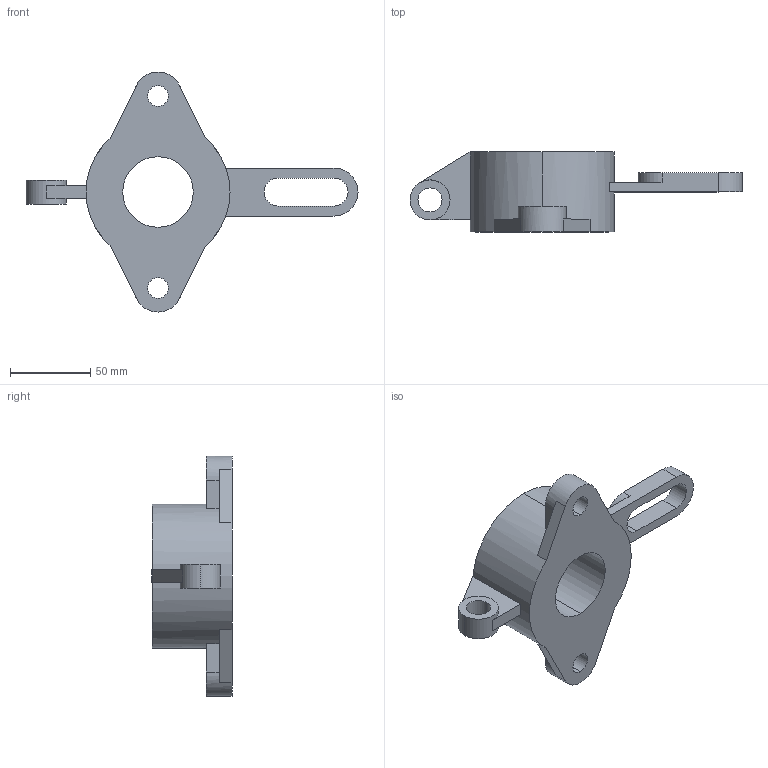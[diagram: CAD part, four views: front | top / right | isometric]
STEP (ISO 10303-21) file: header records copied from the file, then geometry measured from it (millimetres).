
FILE_DESCRIPTION (( 'STEP AP214' ), '1' );
FILE_NAME ('Exercise-13.STEP', '2025-04-19T12:00:37', ( '' ), ( '' ), 'SwSTEP 2.0', 'SolidWorks 2023', '' );
FILE_SCHEMA (( 'AUTOMOTIVE_DESIGN' ));
Length unit declared in the file: millimetre
Products named in the file (1): Exercise-13
Bounding box: 207.5 x 50 x 150 mm (x, y, z)
Volume: 257036.6 mm3; surface area: 49412.7 mm2
Topology: 2 solids, 2 shells, 52 faces, 138 edges, 92 vertices
Faces by surface type: plane 31, cylinder 21
Entity records: 1694 total; most frequent: DIRECTION 304, CARTESIAN_POINT 283, ORIENTED_EDGE 276, EDGE_CURVE 138, AXIS2_PLACEMENT_3D 113, VERTEX_POINT 92, LINE 78, VECTOR 78
